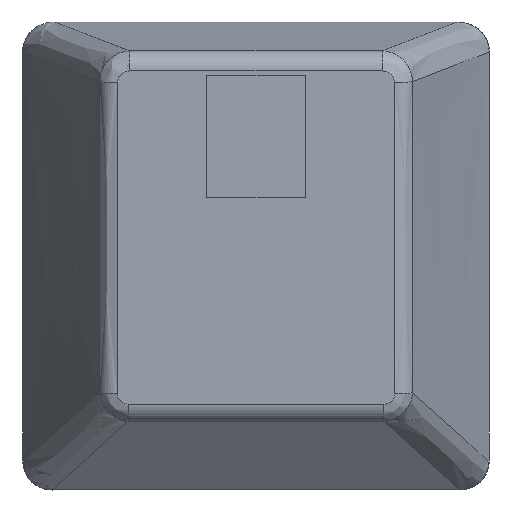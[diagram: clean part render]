
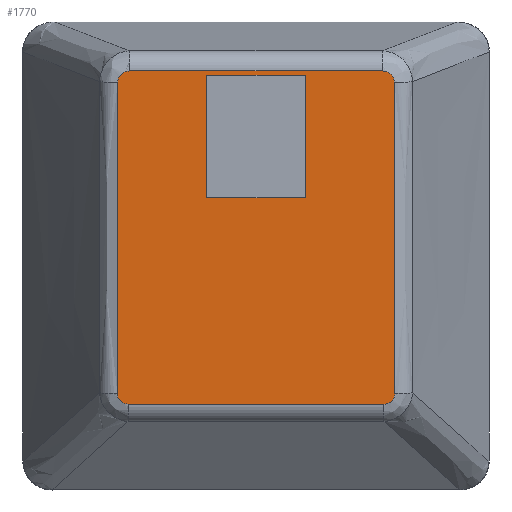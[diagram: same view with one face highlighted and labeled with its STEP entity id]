
A CAD part, top view. The second image highlights one B-rep face of the part: STEP entity #1770.
In plain terms, the highlighted planar face has unit normal (0, -0.044, 0.999).
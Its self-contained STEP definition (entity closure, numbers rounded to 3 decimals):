
#18=FACE_BOUND('',#298,.T.);
#191=FACE_OUTER_BOUND('',#297,.T.);
#297=EDGE_LOOP('',(#1454,#1455,#1456,#1457,#1458,#1459,#1460,#1461));
#298=EDGE_LOOP('',(#1462,#1463,#1464,#1465));
#339=LINE('',#2328,#464);
#349=LINE('',#2361,#474);
#350=LINE('',#2364,#475);
#354=LINE('',#2377,#479);
#416=LINE('',#3647,#541);
#418=LINE('',#3763,#543);
#464=VECTOR('',#1951,10.);
#474=VECTOR('',#1969,10.);
#475=VECTOR('',#1972,10.);
#479=VECTOR('',#1978,10.);
#541=VECTOR('',#2176,10.);
#543=VECTOR('',#2190,10.);
#656=B_SPLINE_CURVE_WITH_KNOTS('',3,(#3681,#3682,#3683,#3684,#3685,#3686),
 .UNSPECIFIED.,.F.,.F.,(4,1,1,4),(0.,0.03,
0.051,0.071),.UNSPECIFIED.);
#657=B_SPLINE_CURVE_WITH_KNOTS('',3,(#3709,#3710,#3711,#3712),
 .UNSPECIFIED.,.F.,.F.,(4,4),(0.,1.198),
 .UNSPECIFIED.);
#659=B_SPLINE_CURVE_WITH_KNOTS('',3,(#3752,#3753,#3754,#3755,#3756,#3757),
 .UNSPECIFIED.,.F.,.F.,(4,1,1,4),(0.,0.028,0.047,
0.066),.UNSPECIFIED.);
#661=B_SPLINE_CURVE_WITH_KNOTS('',3,(#3803,#3804,#3805,#3806,#3807,#3808),
 .UNSPECIFIED.,.F.,.F.,(4,1,1,4),(0.,0.028,0.047,
0.066),.UNSPECIFIED.);
#663=B_SPLINE_CURVE_WITH_KNOTS('',3,(#3835,#3836,#3837,#3838),
 .UNSPECIFIED.,.F.,.F.,(4,4),(0.,1.198),.UNSPECIFIED.);
#664=B_SPLINE_CURVE_WITH_KNOTS('',3,(#3864,#3865,#3866,#3867,#3868),
 .UNSPECIFIED.,.F.,.F.,(4,1,4),(0.,0.03,
0.071),.UNSPECIFIED.);
#684=VERTEX_POINT('',#2325);
#685=VERTEX_POINT('',#2327);
#696=VERTEX_POINT('',#2359);
#697=VERTEX_POINT('',#2363);
#810=VERTEX_POINT('',#3644);
#811=VERTEX_POINT('',#3646);
#812=VERTEX_POINT('',#3679);
#813=VERTEX_POINT('',#3707);
#814=VERTEX_POINT('',#3743);
#816=VERTEX_POINT('',#3759);
#818=VERTEX_POINT('',#3794);
#820=VERTEX_POINT('',#3829);
#852=EDGE_CURVE('',#685,#684,#339,.T.);
#866=EDGE_CURVE('',#684,#696,#349,.T.);
#867=EDGE_CURVE('',#697,#685,#350,.T.);
#872=EDGE_CURVE('',#696,#697,#354,.T.);
#1035=EDGE_CURVE('',#810,#811,#416,.T.);
#1038=EDGE_CURVE('',#811,#812,#656,.T.);
#1040=EDGE_CURVE('',#812,#813,#657,.T.);
#1043=EDGE_CURVE('',#813,#814,#659,.T.);
#1046=EDGE_CURVE('',#814,#816,#418,.T.);
#1049=EDGE_CURVE('',#816,#818,#661,.T.);
#1052=EDGE_CURVE('',#818,#820,#663,.T.);
#1053=EDGE_CURVE('',#820,#810,#664,.T.);
#1454=ORIENTED_EDGE('',*,*,#1035,.F.);
#1455=ORIENTED_EDGE('',*,*,#1053,.F.);
#1456=ORIENTED_EDGE('',*,*,#1052,.F.);
#1457=ORIENTED_EDGE('',*,*,#1049,.F.);
#1458=ORIENTED_EDGE('',*,*,#1046,.F.);
#1459=ORIENTED_EDGE('',*,*,#1043,.F.);
#1460=ORIENTED_EDGE('',*,*,#1040,.F.);
#1461=ORIENTED_EDGE('',*,*,#1038,.F.);
#1462=ORIENTED_EDGE('',*,*,#866,.T.);
#1463=ORIENTED_EDGE('',*,*,#872,.T.);
#1464=ORIENTED_EDGE('',*,*,#867,.T.);
#1465=ORIENTED_EDGE('',*,*,#852,.T.);
#1675=PLANE('',#1908);
#1770=ADVANCED_FACE('',(#191,#18),#1675,.T.);
#1908=AXIS2_PLACEMENT_3D('',#3913,#2195,#2196);
#1951=DIRECTION('',(0.,-0.999,-0.044));
#1969=DIRECTION('',(-1.,0.,0.));
#1972=DIRECTION('',(1.,0.,0.));
#1978=DIRECTION('',(0.,0.999,0.044));
#2176=DIRECTION('',(1.,0.,0.));
#2190=DIRECTION('',(-1.,0.,0.));
#2195=DIRECTION('center_axis',(0.,-0.044,
0.999));
#2196=DIRECTION('ref_axis',(1.,0.,0.));
#2325=CARTESIAN_POINT('',(1.9,11.307,7.994));
#2327=CARTESIAN_POINT('',(1.9,16.003,8.199));
#2328=CARTESIAN_POINT('',(1.9,12.929,8.065));
#2359=CARTESIAN_POINT('',(-1.9,11.307,7.994));
#2361=CARTESIAN_POINT('',(0.95,11.307,7.994));
#2363=CARTESIAN_POINT('',(-1.9,16.003,8.199));
#2364=CARTESIAN_POINT('',(-0.95,16.003,8.199));
#2377=CARTESIAN_POINT('',(-1.9,10.582,7.962));
#3644=CARTESIAN_POINT('',(-4.859,16.176,8.206));
#3646=CARTESIAN_POINT('',(4.859,16.176,8.206));
#3647=CARTESIAN_POINT('',(-4.525,16.176,8.206));
#3679=CARTESIAN_POINT('',(5.323,15.742,8.187));
#3681=CARTESIAN_POINT('Ctrl Pts',(4.859,16.176,8.206));
#3682=CARTESIAN_POINT('Ctrl Pts',(4.96,16.176,8.206));
#3683=CARTESIAN_POINT('Ctrl Pts',(5.129,16.125,8.204));
#3684=CARTESIAN_POINT('Ctrl Pts',(5.29,15.944,8.196));
#3685=CARTESIAN_POINT('Ctrl Pts',(5.323,15.81,8.19));
#3686=CARTESIAN_POINT('Ctrl Pts',(5.323,15.742,8.187));
#3707=CARTESIAN_POINT('',(5.339,3.772,7.665));
#3709=CARTESIAN_POINT('Ctrl Pts',(5.323,15.742,8.187));
#3710=CARTESIAN_POINT('Ctrl Pts',(5.328,11.752,8.013));
#3711=CARTESIAN_POINT('Ctrl Pts',(5.333,7.762,7.839));
#3712=CARTESIAN_POINT('Ctrl Pts',(5.339,3.772,7.665));
#3743=CARTESIAN_POINT('',(4.925,3.358,7.647));
#3752=CARTESIAN_POINT('Ctrl Pts',(5.339,3.772,7.665));
#3753=CARTESIAN_POINT('Ctrl Pts',(5.339,3.679,7.661));
#3754=CARTESIAN_POINT('Ctrl Pts',(5.291,3.521,7.654));
#3755=CARTESIAN_POINT('Ctrl Pts',(5.113,3.382,7.648));
#3756=CARTESIAN_POINT('Ctrl Pts',(4.988,3.358,7.647));
#3757=CARTESIAN_POINT('Ctrl Pts',(4.925,3.358,7.647));
#3759=CARTESIAN_POINT('',(-4.925,3.358,7.647));
#3763=CARTESIAN_POINT('',(4.525,3.358,7.647));
#3794=CARTESIAN_POINT('',(-5.339,3.772,7.665));
#3803=CARTESIAN_POINT('Ctrl Pts',(-4.925,3.358,7.647));
#3804=CARTESIAN_POINT('Ctrl Pts',(-5.019,3.358,7.647));
#3805=CARTESIAN_POINT('Ctrl Pts',(-5.177,3.407,7.649));
#3806=CARTESIAN_POINT('Ctrl Pts',(-5.315,3.585,7.657));
#3807=CARTESIAN_POINT('Ctrl Pts',(-5.339,3.71,7.662));
#3808=CARTESIAN_POINT('Ctrl Pts',(-5.339,3.772,7.665));
#3829=CARTESIAN_POINT('',(-5.323,15.742,8.187));
#3835=CARTESIAN_POINT('Ctrl Pts',(-5.339,3.772,7.665));
#3836=CARTESIAN_POINT('Ctrl Pts',(-5.333,7.762,7.839));
#3837=CARTESIAN_POINT('Ctrl Pts',(-5.328,11.752,8.013));
#3838=CARTESIAN_POINT('Ctrl Pts',(-5.323,15.742,8.187));
#3864=CARTESIAN_POINT('Ctrl Pts',(-5.323,15.742,8.187));
#3865=CARTESIAN_POINT('Ctrl Pts',(-5.323,15.843,8.192));
#3866=CARTESIAN_POINT('Ctrl Pts',(-5.231,16.078,8.202));
#3867=CARTESIAN_POINT('Ctrl Pts',(-4.993,16.176,8.206));
#3868=CARTESIAN_POINT('Ctrl Pts',(-4.859,16.176,8.206));
#3913=CARTESIAN_POINT('Origin',(0.,9.856,7.93));
